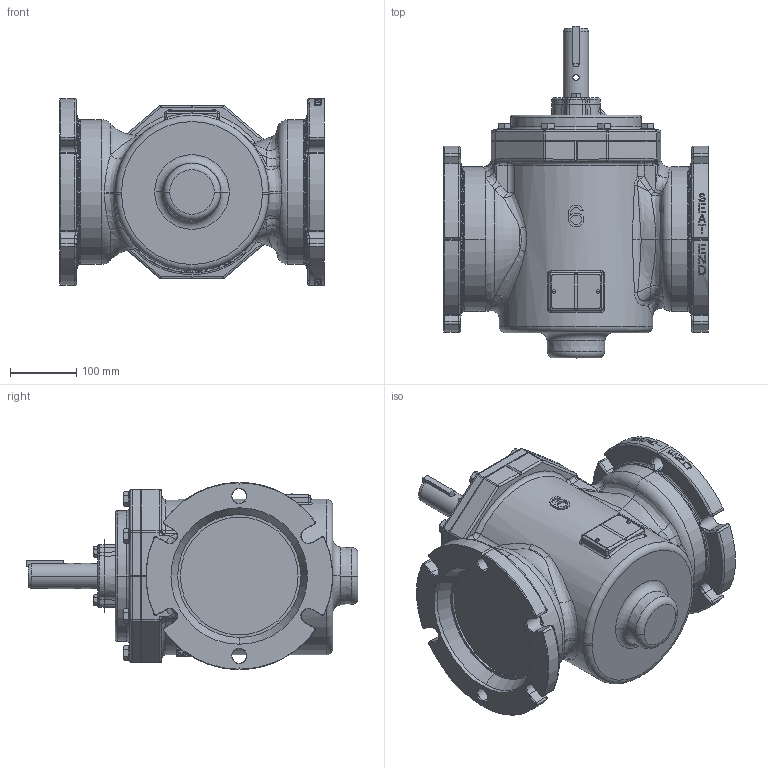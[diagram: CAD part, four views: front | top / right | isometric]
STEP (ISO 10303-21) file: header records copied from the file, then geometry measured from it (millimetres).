
FILE_DESCRIPTION((''),'2;1');
FILE_NAME('5706F_SW0001','2023-11-03T14:26:50',('jlesh'),(''),'CREO PARAMETRIC BY PTC INC, 2023072','CREO PARAMETRIC BY PTC INC, 2023072','');
FILE_SCHEMA(('AUTOMOTIVE_DESIGN { 1 0 10303 214 1 1 1 1 }'));
Products named in the file (1): 5706F_SW0001
Bounding box: 400.05 x 501.56 x 282.41 mm (x, y, z)
Volume: 20834262.4 mm3; surface area: 699546.9 mm2
Topology: 1 solids, 3 shells, 1499 faces, 3746 edges, 2284 vertices
Faces by surface type: plane 717, bspline 271, cylinder 229, cone 111, torus 99, sphere 72
Entity records: 69082 total; most frequent: CARTESIAN_POINT 34400, ORIENTED_EDGE 7464, DIRECTION 6097, EDGE_CURVE 3732, AXIS2_PLACEMENT_3D 2392, VERTEX_POINT 2284, EDGE_LOOP 1568, FACE_OUTER_BOUND 1499
